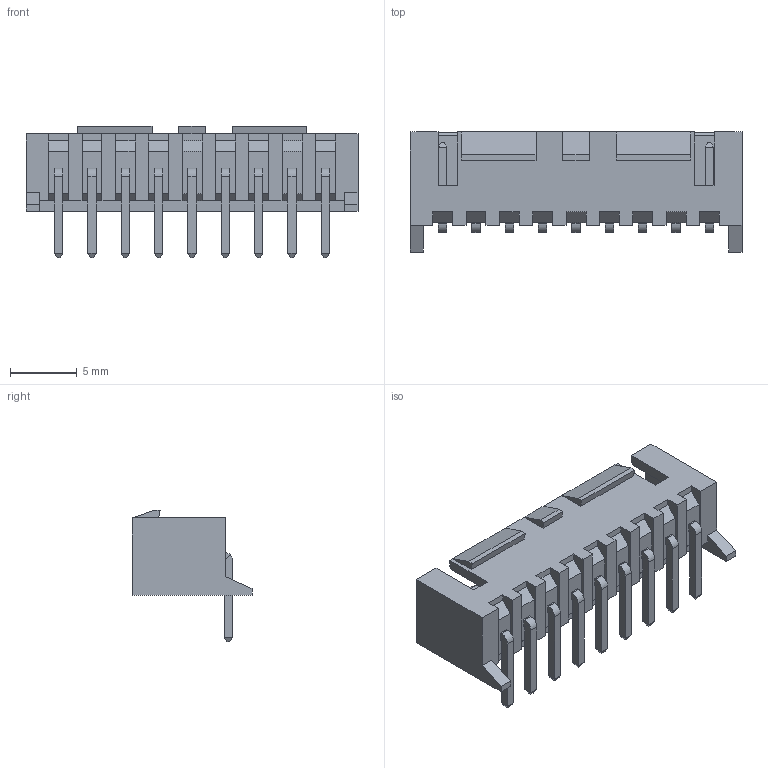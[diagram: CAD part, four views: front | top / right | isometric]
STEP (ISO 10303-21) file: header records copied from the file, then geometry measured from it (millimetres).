
FILE_DESCRIPTION (( 'STEP AP214' ), '1' );
FILE_NAME ('A63C5539-9567-489D-A892-7DF3F116B5EF.STEP', '2025-09-19T03:55:19', ( '' ), ( '' ), 'SwSTEP 2.0', 'SolidWorks 2022', '' );
FILE_SCHEMA (( 'AUTOMOTIVE_DESIGN' ));
Length unit declared in the file: millimetre
Products named in the file (1): A63C5539-9567-489D-A892-7DF3F116B5EF
Bounding box: 24.9 x 9 x 9.89 mm (x, y, z)
Volume: 519.4 mm3; surface area: 1264.8 mm2
Topology: 1 solids, 1 shells, 317 faces, 791 edges, 494 vertices
Faces by surface type: plane 308, cylinder 9
Entity records: 10385 total; most frequent: CARTESIAN_POINT 1603, ORIENTED_EDGE 1582, DIRECTION 1463, EDGE_CURVE 791, LINE 755, VECTOR 755, VERTEX_POINT 494, AXIS2_PLACEMENT_3D 354
